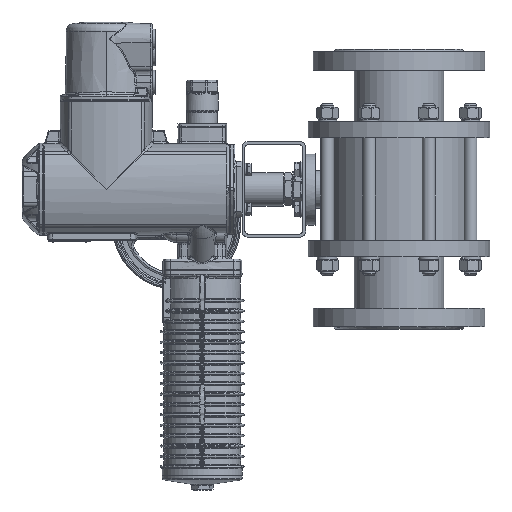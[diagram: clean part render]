
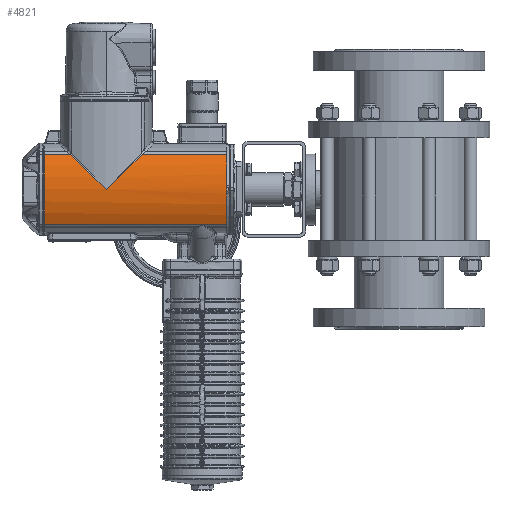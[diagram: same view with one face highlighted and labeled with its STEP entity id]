
A CAD part, left-side view. The second image highlights one B-rep face of the part: STEP entity #4821.
In plain terms, the highlighted cylindrical face has radius 100 mm (diameter 200 mm), a partial arc.
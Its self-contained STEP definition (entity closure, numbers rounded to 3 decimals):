
#4821=ADVANCED_FACE('',(#37318),#37320,.T.);
#37318=FACE_BOUND('',#37319,.T.);
#37319=EDGE_LOOP('',(#275466,#275467,#275468,#275469,#275470,#275471,#275472,#275473,
#275474,#275475,#275476));
#37320=CYLINDRICAL_SURFACE('',#37321,100.);
#37321=AXIS2_PLACEMENT_3D('',#37322,#37323,#37324);
#37322=CARTESIAN_POINT('',(42.5,444.45,0.));
#37323=DIRECTION('',(0.,-1.,0.));
#37324=DIRECTION('',(0.,0.,-1.));
#275466=ORIENTED_EDGE('',*,*,#288635,.F.);
#275467=ORIENTED_EDGE('',*,*,#288636,.T.);
#275468=ORIENTED_EDGE('',*,*,#288637,.T.);
#275469=ORIENTED_EDGE('',*,*,#288497,.F.);
#275470=ORIENTED_EDGE('',*,*,#288402,.F.);
#275471=ORIENTED_EDGE('',*,*,#288425,.F.);
#275472=ORIENTED_EDGE('',*,*,#288422,.F.);
#275473=ORIENTED_EDGE('',*,*,#288505,.F.);
#275474=ORIENTED_EDGE('',*,*,#288638,.F.);
#275475=ORIENTED_EDGE('',*,*,#288639,.T.);
#275476=ORIENTED_EDGE('',*,*,#288640,.T.);
#288402=EDGE_CURVE('',#296330,#296332,#296333,.T.);
#288422=EDGE_CURVE('',#296359,#296362,#296363,.T.);
#288425=EDGE_CURVE('',#296362,#296330,#296366,.T.);
#288497=EDGE_CURVE('',#296332,#296476,#296477,.T.);
#288505=EDGE_CURVE('',#296490,#296359,#296491,.T.);
#288635=EDGE_CURVE('',#296745,#296746,#296747,.T.);
#288636=EDGE_CURVE('',#296745,#296748,#296749,.T.);
#288637=EDGE_CURVE('',#296748,#296476,#296750,.T.);
#288638=EDGE_CURVE('',#296751,#296490,#296752,.T.);
#288639=EDGE_CURVE('',#296751,#296753,#296754,.T.);
#288640=EDGE_CURVE('',#296753,#296746,#296755,.T.);
#296330=VERTEX_POINT('',#314082);
#296332=VERTEX_POINT('',#314087);
#296333=CIRCLE('',#314088,100.);
#296359=VERTEX_POINT('',#314199);
#296362=VERTEX_POINT('',#314208);
#296363=CIRCLE('',#314209,100.);
#296366=CIRCLE('',#314221,100.);
#296476=VERTEX_POINT('',#314547);
#296477=CIRCLE('',#314548,100.);
#296490=VERTEX_POINT('',#314585);
#296491=CIRCLE('',#314586,100.);
#296745=VERTEX_POINT('',#318922);
#296746=VERTEX_POINT('',#318923);
#296747=LINE('',#318924,#318925);
#296748=VERTEX_POINT('',#318927);
#296749=CIRCLE('',#318928,100.);
#296750=LINE('',#318932,#318933);
#296751=VERTEX_POINT('',#318935);
#296752=LINE('',#318936,#318937);
#296753=VERTEX_POINT('',#318939);
#296754=(BOUNDED_CURVE()B_SPLINE_CURVE(3,
(#318940,#318941,#318942,#318943),
.UNSPECIFIED.,.F.,.F.)B_SPLINE_CURVE_WITH_KNOTS((4,4),
(0.,1.),
.UNSPECIFIED.)CURVE()GEOMETRIC_REPRESENTATION_ITEM()RATIONAL_B_SPLINE_CURVE((1.,
0.983,0.983,1.))REPRESENTATION_ITEM(''));
#296755=(BOUNDED_CURVE()B_SPLINE_CURVE(3,
(#318944,#318945,#318946,#318947),
.UNSPECIFIED.,.F.,.F.)B_SPLINE_CURVE_WITH_KNOTS((4,4),
(0.,1.),
.UNSPECIFIED.)CURVE()GEOMETRIC_REPRESENTATION_ITEM()RATIONAL_B_SPLINE_CURVE((1.,
0.983,0.983,1.))REPRESENTATION_ITEM(''));
#314082=CARTESIAN_POINT('',(-57.457,215.25,-2.93));
#314087=CARTESIAN_POINT('',(-57.337,215.25,-5.706));
#314088=AXIS2_PLACEMENT_3D('',#314089,#314090,#314091);
#314089=CARTESIAN_POINT('',(42.5,215.25,0.));
#314090=DIRECTION('',(0.,-1.,0.));
#314091=DIRECTION('',(-1.,0.,-0.029));
#314199=CARTESIAN_POINT('',(-57.337,215.25,5.706));
#314208=CARTESIAN_POINT('',(-57.457,215.25,2.93));
#314209=AXIS2_PLACEMENT_3D('',#314210,#314211,#314212);
#314210=CARTESIAN_POINT('',(42.5,215.25,0.));
#314211=DIRECTION('',(0.,-1.,0.));
#314212=DIRECTION('',(-0.998,0.,0.057));
#314221=AXIS2_PLACEMENT_3D('',#314222,#314223,#314224);
#314222=CARTESIAN_POINT('',(42.5,215.25,0.));
#314223=DIRECTION('',(0.,-1.,0.));
#314224=DIRECTION('',(-1.,0.,0.029));
#314547=CARTESIAN_POINT('',(-47.348,215.25,-43.902));
#314548=AXIS2_PLACEMENT_3D('',#314549,#314550,#314551);
#314549=CARTESIAN_POINT('',(42.5,215.25,0.));
#314550=DIRECTION('',(0.,-1.,0.));
#314551=DIRECTION('',(-0.998,0.,-0.057));
#314585=CARTESIAN_POINT('',(-47.348,215.25,43.902));
#314586=AXIS2_PLACEMENT_3D('',#314587,#314588,#314589);
#314587=CARTESIAN_POINT('',(42.5,215.25,0.));
#314588=DIRECTION('',(0.,-1.,0.));
#314589=DIRECTION('',(-0.898,0.,0.439));
#318922=CARTESIAN_POINT('',(-47.348,444.05,43.902));
#318923=CARTESIAN_POINT('',(-47.348,411.469,43.902));
#318924=CARTESIAN_POINT('',(-47.348,444.05,43.902));
#318925=VECTOR('',#318926,1.);
#318926=DIRECTION('',(0.,-1.,0.));
#318927=CARTESIAN_POINT('',(-47.348,444.05,-43.902));
#318928=AXIS2_PLACEMENT_3D('',#318929,#318930,#318931);
#318929=CARTESIAN_POINT('',(42.5,444.05,0.));
#318930=DIRECTION('',(0.,-1.,0.));
#318931=DIRECTION('',(-0.898,0.,0.439));
#318932=CARTESIAN_POINT('',(-47.348,444.05,-43.902));
#318933=VECTOR('',#318934,1.);
#318934=DIRECTION('',(0.,-1.,0.));
#318935=CARTESIAN_POINT('',(-47.348,321.031,43.902));
#318936=CARTESIAN_POINT('',(-47.348,321.031,43.902));
#318937=VECTOR('',#318938,1.);
#318938=DIRECTION('',(0.,-1.,0.));
#318939=CARTESIAN_POINT('',(-57.5,366.25,0.));
#318940=CARTESIAN_POINT('',(-47.348,321.031,43.902));
#318941=CARTESIAN_POINT('',(-54.057,335.174,30.171));
#318942=CARTESIAN_POINT('',(-57.5,350.509,15.282));
#318943=CARTESIAN_POINT('',(-57.5,366.25,0.));
#318944=CARTESIAN_POINT('',(-57.5,366.25,0.));
#318945=CARTESIAN_POINT('',(-57.5,381.991,15.282));
#318946=CARTESIAN_POINT('',(-54.057,397.326,30.171));
#318947=CARTESIAN_POINT('',(-47.348,411.469,43.902));
